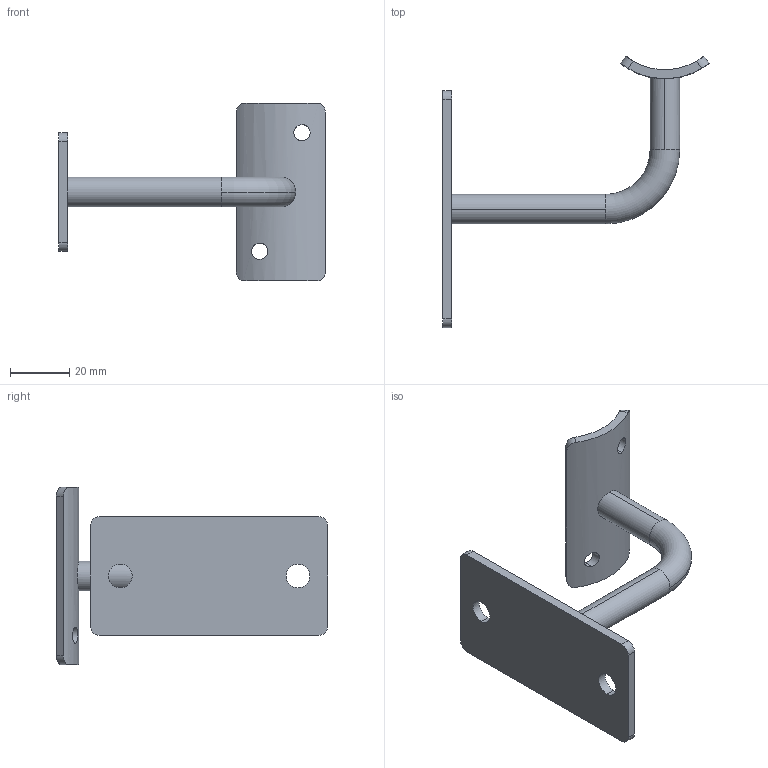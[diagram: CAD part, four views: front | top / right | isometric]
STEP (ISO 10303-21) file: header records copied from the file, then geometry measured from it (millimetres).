
FILE_DESCRIPTION (( 'STEP AP203' ), '1' );
FILE_NAME ('3D_GW2782_42.4_188681740.STEP', '2024-09-28T10:19:06', ( '' ), ( '' ), 'SwSTEP 2.0', 'SolidWorks 2024', '' );
FILE_SCHEMA (( 'CONFIG_CONTROL_DESIGN' ));
Length unit declared in the file: millimetre
Products named in the file (1): 3D_GW2782_42.4_188681740
Bounding box: 90 x 91.56 x 60 mm (x, y, z)
Volume: 23011.2 mm3; surface area: 14426.8 mm2
Topology: 1 solids, 1 shells, 34 faces, 90 edges, 60 vertices
Faces by surface type: cylinder 22, plane 10, torus 2
Entity records: 1575 total; most frequent: CARTESIAN_POINT 637, ORIENTED_EDGE 180, DIRECTION 174, EDGE_CURVE 90, AXIS2_PLACEMENT_3D 67, VERTEX_POINT 60, EDGE_LOOP 44, LINE 40
